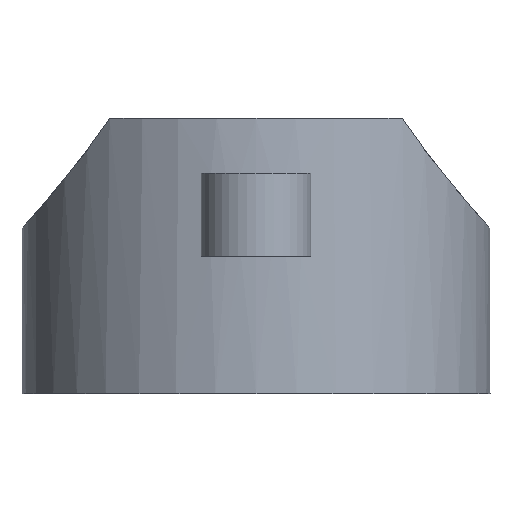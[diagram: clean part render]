
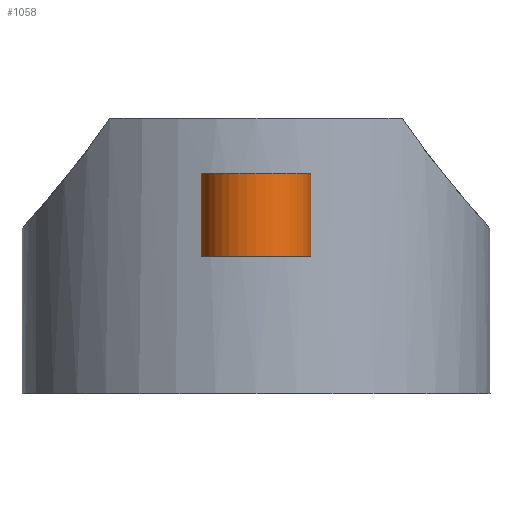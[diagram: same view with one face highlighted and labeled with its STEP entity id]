
A CAD part, left-side view. The second image highlights one B-rep face of the part: STEP entity #1058.
In plain terms, the highlighted cylindrical face has radius 4 mm (diameter 8 mm), a partial arc.
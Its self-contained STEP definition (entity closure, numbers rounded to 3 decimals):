
#282 = VERTEX_POINT('',#283);
#283 = CARTESIAN_POINT('',(-16.684,3.261,10.));
#291 = VERTEX_POINT('',#292);
#292 = CARTESIAN_POINT('',(-16.684,-3.261,10.));
#299 = EDGE_CURVE('',#300,#291,#302,.T.);
#300 = VERTEX_POINT('',#301);
#301 = CARTESIAN_POINT('',(-16.684,-3.261,16.));
#302 = LINE('',#303,#304);
#303 = CARTESIAN_POINT('',(-16.684,-3.261,0.));
#304 = VECTOR('',#305,1.);
#305 = DIRECTION('',(-0.,-0.,-1.));
#317 = VERTEX_POINT('',#318);
#318 = CARTESIAN_POINT('',(-16.684,3.261,16.));
#325 = EDGE_CURVE('',#317,#282,#326,.T.);
#326 = LINE('',#327,#328);
#327 = CARTESIAN_POINT('',(-16.684,3.261,0.));
#328 = VECTOR('',#329,1.);
#329 = DIRECTION('',(-0.,-0.,-1.));
#1037 = EDGE_CURVE('',#282,#291,#1038,.T.);
#1038 = CIRCLE('',#1039,4.);
#1039 = AXIS2_PLACEMENT_3D('',#1040,#1041,#1042);
#1040 = CARTESIAN_POINT('',(-19.,0.,10.));
#1041 = DIRECTION('',(0.,0.,1.));
#1042 = DIRECTION('',(1.,0.,0.));
#1058 = ADVANCED_FACE('',(#1059),#1071,.T.);
#1059 = FACE_BOUND('',#1060,.F.);
#1060 = EDGE_LOOP('',(#1061,#1062,#1063,#1070));
#1061 = ORIENTED_EDGE('',*,*,#1037,.F.);
#1062 = ORIENTED_EDGE('',*,*,#325,.F.);
#1063 = ORIENTED_EDGE('',*,*,#1064,.T.);
#1064 = EDGE_CURVE('',#317,#300,#1065,.T.);
#1065 = CIRCLE('',#1066,4.);
#1066 = AXIS2_PLACEMENT_3D('',#1067,#1068,#1069);
#1067 = CARTESIAN_POINT('',(-19.,0.,16.));
#1068 = DIRECTION('',(0.,0.,1.));
#1069 = DIRECTION('',(1.,0.,0.));
#1070 = ORIENTED_EDGE('',*,*,#299,.T.);
#1071 = CYLINDRICAL_SURFACE('',#1072,4.);
#1072 = AXIS2_PLACEMENT_3D('',#1073,#1074,#1075);
#1073 = CARTESIAN_POINT('',(-19.,0.,10.));
#1074 = DIRECTION('',(-0.,-0.,-1.));
#1075 = DIRECTION('',(1.,0.,0.));
